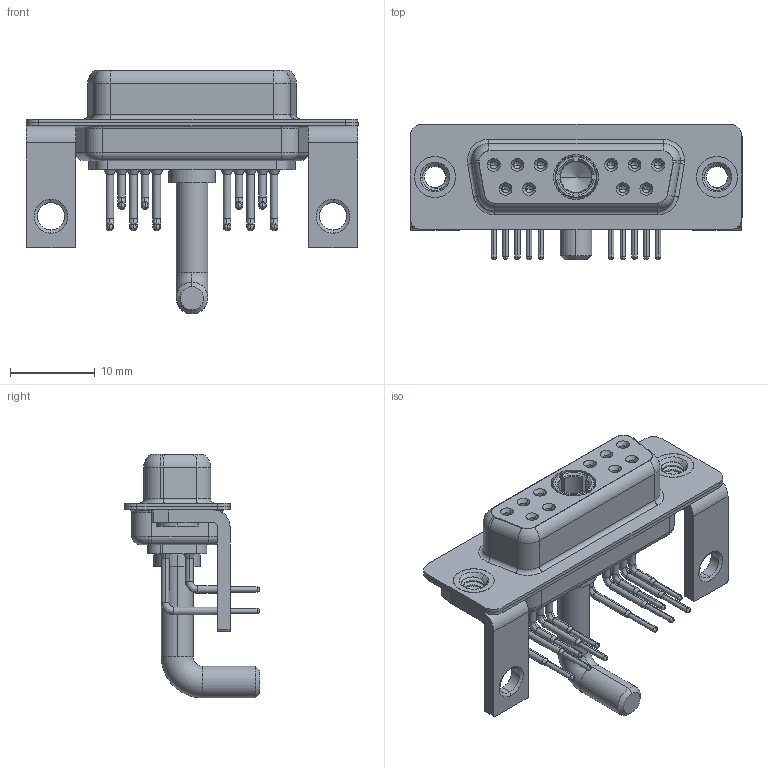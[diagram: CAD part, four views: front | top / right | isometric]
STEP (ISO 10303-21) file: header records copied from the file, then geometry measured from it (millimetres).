
FILE_DESCRIPTION (( 'STEP AP203' ), '1' );
FILE_NAME ('630-11W1250-4NC.STEP', '2022-05-31T11:54:40', ( '' ), ( '' ), 'SwSTEP 2.0', 'SolidWorks 2020', '' );
FILE_SCHEMA (( 'CONFIG_CONTROL_DESIGN' ));
Length unit declared in the file: millimetre
Products named in the file (9): 630Combo Contact Row 1; 630Combo Threaded Rivet_B; Power Socket_Ext 40A RA; 630Combo Shell Front_15 Contacts; 630Combo Housing_11W1; 630-11W1250-4NC; 630Combo Contact Row 2; 630Combo Stabilizer Bracket; 630Combo Shell Rear_15 Contacts
Assembly tree (18 placements, depth 2):
  630-11W1250-4NC
    630Combo Housing_11W1
    630Combo Shell Front_15 Contacts
    630Combo Shell Rear_15 Contacts
    630Combo Threaded Rivet_B  x2
    630Combo Stabilizer Bracket  x2
    Power Socket_Ext 40A RA
    630Combo Contact Row 1  x6
    630Combo Contact Row 2  x4
Bounding box: 39.2 x 16 x 28.8 mm (x, y, z)
Volume: 3059.5 mm3; surface area: 6987.6 mm2
Topology: 19 solids, 19 shells, 925 faces, 2341 edges, 1476 vertices
Faces by surface type: cylinder 410, plane 266, cone 139, torus 63, bspline 47
Entity records: 19388 total; most frequent: CARTESIAN_POINT 4764, DIRECTION 3024, ORIENTED_EDGE 2684, EDGE_CURVE 1342, AXIS2_PLACEMENT_3D 1241, VERTEX_POINT 855, CIRCLE 679, EDGE_LOOP 641
